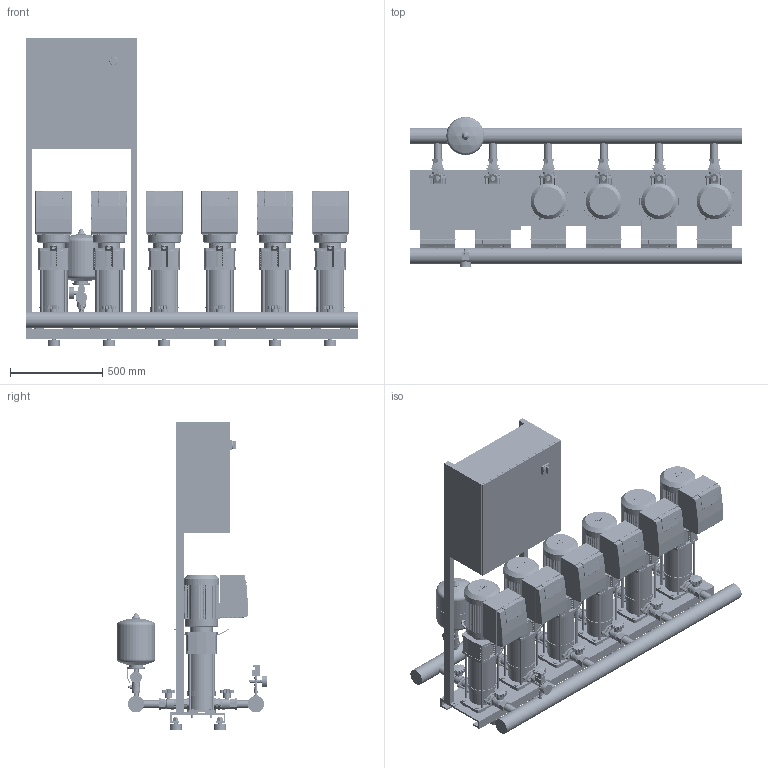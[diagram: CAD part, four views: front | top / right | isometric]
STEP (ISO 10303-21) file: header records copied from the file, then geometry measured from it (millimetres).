
FILE_DESCRIPTION((''),'2;1');
FILE_NAME('3d_COR-6HELIXVE604_K_CCE-01-2539354.stp','2015-10-05T07:22:48',(''),(''),'Mechanical Desktop 2009','Mechanical Desktop 2009',', , ');
FILE_SCHEMA(('CONFIG_CONTROL_DESIGN'));
Length unit declared in the file: millimetre
Products named in the file (1): Product
Bounding box: 1800 x 813 x 1670 mm (x, y, z)
Volume: 274430774.4 mm3; surface area: 13955859.1 mm2
Topology: 275 solids, 275 shells, 8089 faces, 20585 edges, 13382 vertices
Faces by surface type: plane 3272, bspline 2384, cylinder 2076, cone 285, torus 56, sphere 16
Entity records: 264918 total; most frequent: CARTESIAN_POINT 72544, ORIENTED_EDGE 40974, DIRECTION 37318, EDGE_CURVE 20487, VERTEX_POINT 13375, VECTOR 13148, LINE 13148, AXIS2_PLACEMENT_3D 12085
